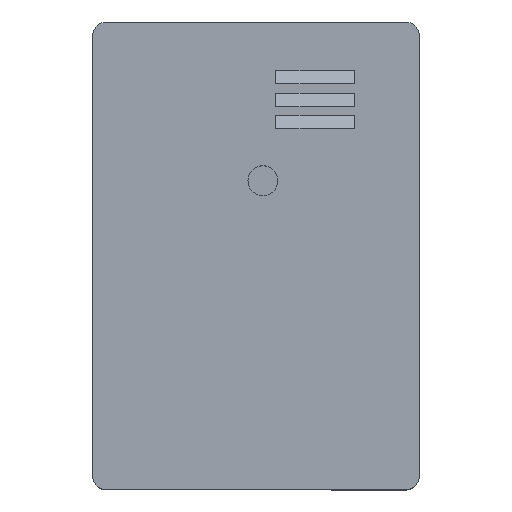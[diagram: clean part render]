
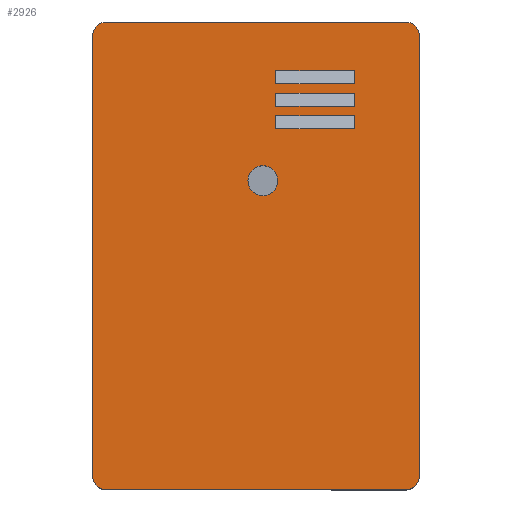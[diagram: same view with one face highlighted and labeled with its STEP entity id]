
A CAD part, top view. The second image highlights one B-rep face of the part: STEP entity #2926.
In plain terms, the highlighted planar face has unit normal (0, 0, 1).
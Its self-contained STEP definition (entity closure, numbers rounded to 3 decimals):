
#39=FACE_BOUND('',#312,.T.);
#40=FACE_BOUND('',#313,.T.);
#41=FACE_BOUND('',#314,.T.);
#42=FACE_BOUND('',#315,.T.);
#145=FACE_OUTER_BOUND('',#311,.T.);
#311=EDGE_LOOP('',(#2307,#2308,#2309,#2310,#2311,#2312,#2313,#2314));
#312=EDGE_LOOP('',(#2315,#2316,#2317,#2318));
#313=EDGE_LOOP('',(#2319,#2320,#2321,#2322));
#314=EDGE_LOOP('',(#2323,#2324,#2325,#2326));
#315=EDGE_LOOP('',(#2327));
#410=CIRCLE('',#3059,2.5);
#412=CIRCLE('',#3082,2.65);
#413=CIRCLE('',#3110,2.5);
#414=CIRCLE('',#3111,2.5);
#415=CIRCLE('',#3112,2.5);
#561=LINE('',#4226,#935);
#580=LINE('',#4267,#954);
#583=LINE('',#4273,#957);
#586=LINE('',#4279,#960);
#589=LINE('',#4283,#963);
#659=LINE('',#4436,#1033);
#660=LINE('',#4440,#1034);
#661=LINE('',#4443,#1035);
#662=LINE('',#4446,#1036);
#663=LINE('',#4448,#1037);
#664=LINE('',#4450,#1038);
#665=LINE('',#4451,#1039);
#666=LINE('',#4454,#1040);
#667=LINE('',#4456,#1041);
#668=LINE('',#4458,#1042);
#669=LINE('',#4459,#1043);
#935=VECTOR('',#3430,10.);
#954=VECTOR('',#3469,10.);
#957=VECTOR('',#3474,10.);
#960=VECTOR('',#3479,10.);
#963=VECTOR('',#3484,10.);
#1033=VECTOR('',#3616,10.);
#1034=VECTOR('',#3619,10.);
#1035=VECTOR('',#3622,10.);
#1036=VECTOR('',#3623,10.);
#1037=VECTOR('',#3624,10.);
#1038=VECTOR('',#3625,10.);
#1039=VECTOR('',#3626,10.);
#1040=VECTOR('',#3627,10.);
#1041=VECTOR('',#3628,10.);
#1042=VECTOR('',#3629,10.);
#1043=VECTOR('',#3630,10.);
#1262=VERTEX_POINT('',#4172);
#1263=VERTEX_POINT('',#4174);
#1280=VERTEX_POINT('',#4224);
#1291=VERTEX_POINT('',#4264);
#1292=VERTEX_POINT('',#4266);
#1294=VERTEX_POINT('',#4272);
#1296=VERTEX_POINT('',#4278);
#1298=VERTEX_POINT('',#4287);
#1347=VERTEX_POINT('',#4433);
#1348=VERTEX_POINT('',#4435);
#1349=VERTEX_POINT('',#4437);
#1350=VERTEX_POINT('',#4439);
#1351=VERTEX_POINT('',#4441);
#1352=VERTEX_POINT('',#4444);
#1353=VERTEX_POINT('',#4445);
#1354=VERTEX_POINT('',#4447);
#1355=VERTEX_POINT('',#4449);
#1356=VERTEX_POINT('',#4452);
#1357=VERTEX_POINT('',#4453);
#1358=VERTEX_POINT('',#4455);
#1359=VERTEX_POINT('',#4457);
#1569=EDGE_CURVE('',#1263,#1262,#410,.T.);
#1596=EDGE_CURVE('',#1262,#1280,#561,.T.);
#1615=EDGE_CURVE('',#1292,#1291,#580,.T.);
#1618=EDGE_CURVE('',#1294,#1292,#583,.T.);
#1621=EDGE_CURVE('',#1296,#1294,#586,.T.);
#1624=EDGE_CURVE('',#1291,#1296,#589,.T.);
#1627=EDGE_CURVE('',#1298,#1298,#412,.T.);
#1696=EDGE_CURVE('',#1280,#1347,#413,.T.);
#1697=EDGE_CURVE('',#1347,#1348,#659,.T.);
#1698=EDGE_CURVE('',#1348,#1349,#414,.T.);
#1699=EDGE_CURVE('',#1349,#1350,#660,.T.);
#1700=EDGE_CURVE('',#1350,#1351,#415,.T.);
#1701=EDGE_CURVE('',#1351,#1263,#661,.T.);
#1702=EDGE_CURVE('',#1352,#1353,#662,.T.);
#1703=EDGE_CURVE('',#1353,#1354,#663,.T.);
#1704=EDGE_CURVE('',#1354,#1355,#664,.T.);
#1705=EDGE_CURVE('',#1355,#1352,#665,.T.);
#1706=EDGE_CURVE('',#1356,#1357,#666,.T.);
#1707=EDGE_CURVE('',#1357,#1358,#667,.T.);
#1708=EDGE_CURVE('',#1358,#1359,#668,.T.);
#1709=EDGE_CURVE('',#1359,#1356,#669,.T.);
#2307=ORIENTED_EDGE('',*,*,#1596,.T.);
#2308=ORIENTED_EDGE('',*,*,#1696,.T.);
#2309=ORIENTED_EDGE('',*,*,#1697,.T.);
#2310=ORIENTED_EDGE('',*,*,#1698,.T.);
#2311=ORIENTED_EDGE('',*,*,#1699,.T.);
#2312=ORIENTED_EDGE('',*,*,#1700,.T.);
#2313=ORIENTED_EDGE('',*,*,#1701,.T.);
#2314=ORIENTED_EDGE('',*,*,#1569,.T.);
#2315=ORIENTED_EDGE('',*,*,#1702,.T.);
#2316=ORIENTED_EDGE('',*,*,#1703,.T.);
#2317=ORIENTED_EDGE('',*,*,#1704,.T.);
#2318=ORIENTED_EDGE('',*,*,#1705,.T.);
#2319=ORIENTED_EDGE('',*,*,#1706,.T.);
#2320=ORIENTED_EDGE('',*,*,#1707,.T.);
#2321=ORIENTED_EDGE('',*,*,#1708,.T.);
#2322=ORIENTED_EDGE('',*,*,#1709,.T.);
#2323=ORIENTED_EDGE('',*,*,#1621,.T.);
#2324=ORIENTED_EDGE('',*,*,#1618,.T.);
#2325=ORIENTED_EDGE('',*,*,#1615,.T.);
#2326=ORIENTED_EDGE('',*,*,#1624,.T.);
#2327=ORIENTED_EDGE('',*,*,#1627,.T.);
#2786=PLANE('',#3109);
#2926=ADVANCED_FACE('',(#145,#39,#40,#41,#42),#2786,.T.);
#3059=AXIS2_PLACEMENT_3D('',#4175,#3388,#3389);
#3082=AXIS2_PLACEMENT_3D('',#4289,#3490,#3491);
#3109=AXIS2_PLACEMENT_3D('',#4432,#3612,#3613);
#3110=AXIS2_PLACEMENT_3D('',#4434,#3614,#3615);
#3111=AXIS2_PLACEMENT_3D('',#4438,#3617,#3618);
#3112=AXIS2_PLACEMENT_3D('',#4442,#3620,#3621);
#3388=DIRECTION('center_axis',(0.,0.,1.));
#3389=DIRECTION('ref_axis',(-1.,0.,0.));
#3430=DIRECTION('',(1.,0.,0.));
#3469=DIRECTION('',(1.,0.,0.));
#3474=DIRECTION('',(0.,1.,0.));
#3479=DIRECTION('',(-1.,0.,0.));
#3484=DIRECTION('',(0.,-1.,0.));
#3490=DIRECTION('center_axis',(0.,0.,-1.));
#3491=DIRECTION('ref_axis',(1.,0.,0.));
#3612=DIRECTION('center_axis',(0.,0.,1.));
#3613=DIRECTION('ref_axis',(1.,0.,0.));
#3614=DIRECTION('center_axis',(0.,0.,1.));
#3615=DIRECTION('ref_axis',(0.,-1.,0.));
#3616=DIRECTION('',(0.,1.,0.));
#3617=DIRECTION('center_axis',(0.,0.,1.));
#3618=DIRECTION('ref_axis',(1.,0.,0.));
#3619=DIRECTION('',(-1.,0.,0.));
#3620=DIRECTION('center_axis',(0.,0.,1.));
#3621=DIRECTION('ref_axis',(0.,1.,0.));
#3622=DIRECTION('',(0.,-1.,0.));
#3623=DIRECTION('',(1.,0.,0.));
#3624=DIRECTION('',(0.,-1.,0.));
#3625=DIRECTION('',(-1.,0.,0.));
#3626=DIRECTION('',(0.,1.,0.));
#3627=DIRECTION('',(1.,0.,0.));
#3628=DIRECTION('',(0.,-1.,0.));
#3629=DIRECTION('',(-1.,0.,0.));
#3630=DIRECTION('',(0.,1.,0.));
#4172=CARTESIAN_POINT('',(0.,-2.5,10.));
#4174=CARTESIAN_POINT('',(-2.5,0.,10.));
#4175=CARTESIAN_POINT('Origin',(0.,0.,
10.));
#4224=CARTESIAN_POINT('',(53.,-2.5,10.));
#4226=CARTESIAN_POINT('',(0.,-2.5,10.));
#4264=CARTESIAN_POINT('',(44.,71.865,10.));
#4266=CARTESIAN_POINT('',(30.,71.865,10.));
#4267=CARTESIAN_POINT('',(28.25,71.865,10.));
#4272=CARTESIAN_POINT('',(30.,69.531,10.));
#4273=CARTESIAN_POINT('',(30.,55.212,10.));
#4278=CARTESIAN_POINT('',(44.,69.531,10.));
#4279=CARTESIAN_POINT('',(28.25,69.531,10.));
#4283=CARTESIAN_POINT('',(44.,55.212,10.));
#4287=CARTESIAN_POINT('',(25.075,52.344,10.));
#4289=CARTESIAN_POINT('Origin',(27.725,52.344,10.));
#4432=CARTESIAN_POINT('Origin',(26.5,39.,10.));
#4433=CARTESIAN_POINT('',(55.5,0.,10.));
#4434=CARTESIAN_POINT('Origin',(53.,0.,10.));
#4435=CARTESIAN_POINT('',(55.5,78.,10.));
#4436=CARTESIAN_POINT('',(55.5,0.,10.));
#4437=CARTESIAN_POINT('',(53.,80.5,10.));
#4438=CARTESIAN_POINT('Origin',(53.,78.,10.));
#4439=CARTESIAN_POINT('',(0.,80.5,10.));
#4440=CARTESIAN_POINT('',(53.,80.5,10.));
#4441=CARTESIAN_POINT('',(-2.5,78.,10.));
#4442=CARTESIAN_POINT('Origin',(0.,78.,10.));
#4443=CARTESIAN_POINT('',(-2.5,78.,10.));
#4444=CARTESIAN_POINT('',(30.,63.865,10.));
#4445=CARTESIAN_POINT('',(44.,63.865,10.));
#4446=CARTESIAN_POINT('',(28.25,63.865,10.));
#4447=CARTESIAN_POINT('',(44.,61.531,10.));
#4448=CARTESIAN_POINT('',(44.,47.212,10.));
#4449=CARTESIAN_POINT('',(30.,61.531,10.));
#4450=CARTESIAN_POINT('',(28.25,61.531,10.));
#4451=CARTESIAN_POINT('',(30.,47.212,10.));
#4452=CARTESIAN_POINT('',(30.,67.865,10.));
#4453=CARTESIAN_POINT('',(44.,67.865,10.));
#4454=CARTESIAN_POINT('',(28.25,67.865,10.));
#4455=CARTESIAN_POINT('',(44.,65.531,10.));
#4456=CARTESIAN_POINT('',(44.,51.212,10.));
#4457=CARTESIAN_POINT('',(30.,65.531,10.));
#4458=CARTESIAN_POINT('',(28.25,65.531,10.));
#4459=CARTESIAN_POINT('',(30.,51.212,10.));
